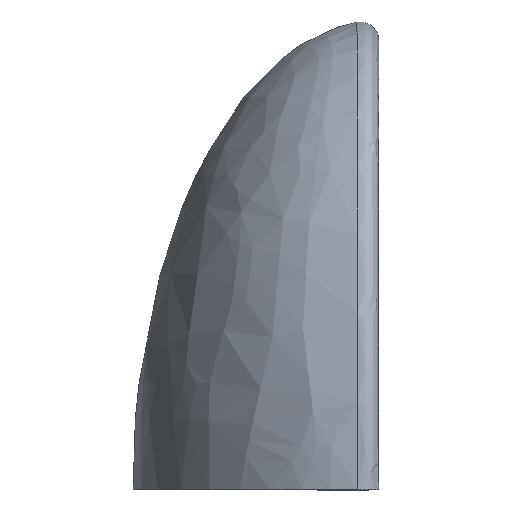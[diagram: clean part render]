
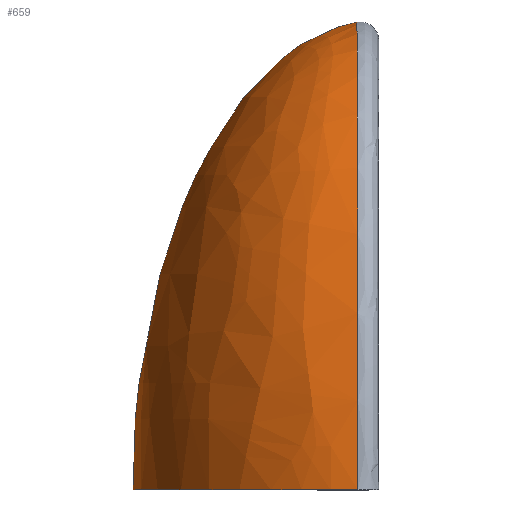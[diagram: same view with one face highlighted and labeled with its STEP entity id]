
A CAD part, left-side view. The second image highlights one B-rep face of the part: STEP entity #659.
In plain terms, the highlighted free-form (B-spline) face has degree [3, 3] with [4, 4] control points.
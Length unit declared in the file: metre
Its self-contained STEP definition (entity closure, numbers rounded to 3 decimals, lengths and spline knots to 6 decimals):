
#120=(
BOUNDED_SURFACE()
B_SPLINE_SURFACE(3,3,((#1322,#1323,#1324,#1325),(#1326,#1327,#1328,#1329),
(#1330,#1331,#1332,#1333),(#1334,#1335,#1336,#1337)),.UNSPECIFIED.,.F.,
 .F.,.F.)
B_SPLINE_SURFACE_WITH_KNOTS((4,4),(4,4),(0.056313,1.),(0.017625,
0.482375),.PIECEWISE_BEZIER_KNOTS.)
GEOMETRIC_REPRESENTATION_ITEM()
RATIONAL_B_SPLINE_SURFACE(((0.903,0.345,0.345,
0.903),(0.751,0.287,0.287,
0.751),(0.76,0.29,0.29,
0.76),(0.932,0.356,0.356,
0.932)))
REPRESENTATION_ITEM('')
SURFACE()
);
#129=(
BOUNDED_CURVE()
B_SPLINE_CURVE(3,(#1053,#1054,#1055,#1056),.CIRCULAR_ARC.,.F.,.F.)
B_SPLINE_CURVE_WITH_KNOTS((4,4),(0.,1.),.UNSPECIFIED.)
CURVE()
GEOMETRIC_REPRESENTATION_ITEM()
RATIONAL_B_SPLINE_CURVE((1.,0.333,0.333,1.))
REPRESENTATION_ITEM('')
);
#197=ORIENTED_EDGE('',*,*,#369,.T.);
#198=ORIENTED_EDGE('',*,*,#370,.T.);
#199=ORIENTED_EDGE('',*,*,#360,.F.);
#360=EDGE_CURVE('',#448,#449,#129,.T.);
#369=EDGE_CURVE('',#448,#453,#516,.T.);
#370=EDGE_CURVE('',#453,#449,#517,.T.);
#448=VERTEX_POINT('',#1052);
#449=VERTEX_POINT('',#1057);
#453=VERTEX_POINT('',#1352);
#516=B_SPLINE_CURVE_WITH_KNOTS('',3,(#1338,#1339,#1340,#1341,#1342,#1343,
#1344,#1345,#1346,#1347,#1348,#1349,#1350,#1351),.UNSPECIFIED.,.F.,.F.,
(4,1,1,1,1,1,1,1,1,1,1,4),(0.,0.008337,0.016673,0.02501,
0.033347,0.037515,0.041683,0.045852,
0.05002,0.054188,0.058357,0.066693),
 .UNSPECIFIED.);
#517=B_SPLINE_CURVE_WITH_KNOTS('',3,(#1353,#1354,#1355,#1356,#1357,#1358,
#1359,#1360,#1361,#1362,#1363,#1364,#1365,#1366),.UNSPECIFIED.,.F.,.F.,
(4,1,1,1,1,1,1,1,1,1,1,4),(0.,0.008479,0.012718,0.016958,
0.021197,0.025437,0.029676,0.033916,
0.042395,0.050874,0.059353,0.067832),
 .UNSPECIFIED.);
#533=EDGE_LOOP('',(#197,#198,#199));
#596=FACE_BOUND('',#533,.T.);
#659=ADVANCED_FACE('',(#596),#120,.F.);
#1052=CARTESIAN_POINT('',(-0.034853,0.002226,0.));
#1053=CARTESIAN_POINT('',(-0.034979,0.,0.));
#1054=CARTESIAN_POINT('',(-0.034979,0.052469,0.));
#1055=CARTESIAN_POINT('',(0.034979,0.052469,0.));
#1056=CARTESIAN_POINT('',(0.034979,0.,0.));
#1057=CARTESIAN_POINT('',(0.034853,0.002226,0.));
#1322=CARTESIAN_POINT('',(-0.00282,0.000155,0.049836));
#1323=CARTESIAN_POINT('',(-0.002461,0.003836,0.049836));
#1324=CARTESIAN_POINT('',(0.002461,0.003836,0.049836));
#1325=CARTESIAN_POINT('',(0.00282,0.000155,0.049836));
#1326=CARTESIAN_POINT('',(-0.022027,0.001209,0.047604));
#1327=CARTESIAN_POINT('',(-0.019222,0.029965,0.047604));
#1328=CARTESIAN_POINT('',(0.019222,0.029965,0.047604));
#1329=CARTESIAN_POINT('',(0.022027,0.001209,0.047604));
#1330=CARTESIAN_POINT('',(-0.034886,0.001915,0.027267));
#1331=CARTESIAN_POINT('',(-0.030443,0.047457,0.027267));
#1332=CARTESIAN_POINT('',(0.030443,0.047457,0.027267));
#1333=CARTESIAN_POINT('',(0.034886,0.001915,0.027267));
#1334=CARTESIAN_POINT('',(-0.034886,0.001915,0.));
#1335=CARTESIAN_POINT('',(-0.030443,0.047457,0.));
#1336=CARTESIAN_POINT('',(0.030443,0.047457,0.));
#1337=CARTESIAN_POINT('',(0.034886,0.001915,0.));
#1338=CARTESIAN_POINT('',(-0.034853,0.002226,0.));
#1339=CARTESIAN_POINT('',(-0.034853,0.002226,0.002803));
#1340=CARTESIAN_POINT('',(-0.034525,0.002227,0.008362));
#1341=CARTESIAN_POINT('',(-0.033048,0.002232,0.01659));
#1342=CARTESIAN_POINT('',(-0.030511,0.002242,0.024615));
#1343=CARTESIAN_POINT('',(-0.027521,0.002254,0.030846));
#1344=CARTESIAN_POINT('',(-0.024471,0.002266,0.035578));
#1345=CARTESIAN_POINT('',(-0.021885,0.002277,0.03887));
#1346=CARTESIAN_POINT('',(-0.018996,0.002289,0.041867));
#1347=CARTESIAN_POINT('',(-0.015725,0.002302,0.044559));
#1348=CARTESIAN_POINT('',(-0.012175,0.002314,0.046779));
#1349=CARTESIAN_POINT('',(-0.007034,0.00233,0.04905));
#1350=CARTESIAN_POINT('',(-0.002828,0.002336,0.049801));
#1351=CARTESIAN_POINT('',(0.,0.002336,0.049801));
#1352=CARTESIAN_POINT('',(0.,0.002336,0.049801));
#1353=CARTESIAN_POINT('',(0.,0.002336,0.049801));
#1354=CARTESIAN_POINT('',(0.002828,0.002336,0.049801));
#1355=CARTESIAN_POINT('',(0.007034,0.00233,0.04905));
#1356=CARTESIAN_POINT('',(0.012175,0.002314,0.046779));
#1357=CARTESIAN_POINT('',(0.015725,0.002302,0.044559));
#1358=CARTESIAN_POINT('',(0.018996,0.002289,0.041867));
#1359=CARTESIAN_POINT('',(0.021885,0.002277,0.03887));
#1360=CARTESIAN_POINT('',(0.024471,0.002266,0.035578));
#1361=CARTESIAN_POINT('',(0.027521,0.002254,0.030846));
#1362=CARTESIAN_POINT('',(0.030511,0.002242,0.024615));
#1363=CARTESIAN_POINT('',(0.033048,0.002232,0.01659));
#1364=CARTESIAN_POINT('',(0.034525,0.002227,0.008362));
#1365=CARTESIAN_POINT('',(0.034853,0.002226,0.002803));
#1366=CARTESIAN_POINT('',(0.034853,0.002226,0.));
